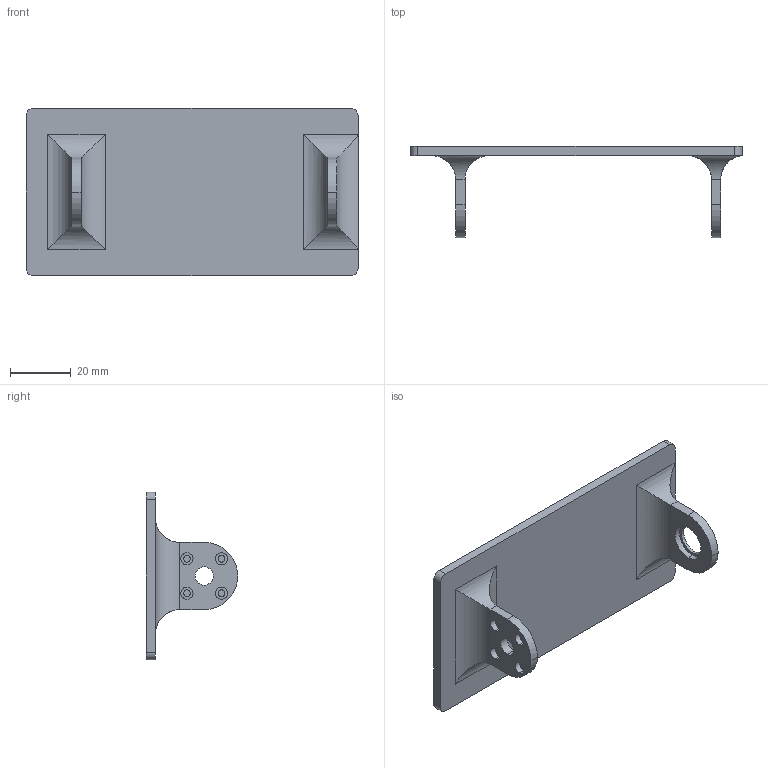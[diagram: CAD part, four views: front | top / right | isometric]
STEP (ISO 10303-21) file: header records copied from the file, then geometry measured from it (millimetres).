
FILE_DESCRIPTION (( 'STEP AP203' ), '1' );
FILE_NAME ('peça nova perna 1 - Copia_Default_sldprt.STEP', '2021-09-18T22:58:40', ( '' ), ( '' ), 'SwSTEP 2.0', 'SolidWorks 2020', '' );
FILE_SCHEMA (( 'CONFIG_CONTROL_DESIGN' ));
Length unit declared in the file: millimetre
Products named in the file (1): pe蓷 nova perna 1 - Copia_Default_sldprt
Bounding box: 108.9 x 30 x 55 mm (x, y, z)
Volume: 22452.1 mm3; surface area: 15152.3 mm2
Topology: 1 solids, 1 shells, 57 faces, 141 edges, 92 vertices
Faces by surface type: cylinder 38, plane 19
Entity records: 1862 total; most frequent: CARTESIAN_POINT 369, DIRECTION 309, ORIENTED_EDGE 282, EDGE_CURVE 141, AXIS2_PLACEMENT_3D 120, VERTEX_POINT 92, EDGE_LOOP 75, LINE 69
